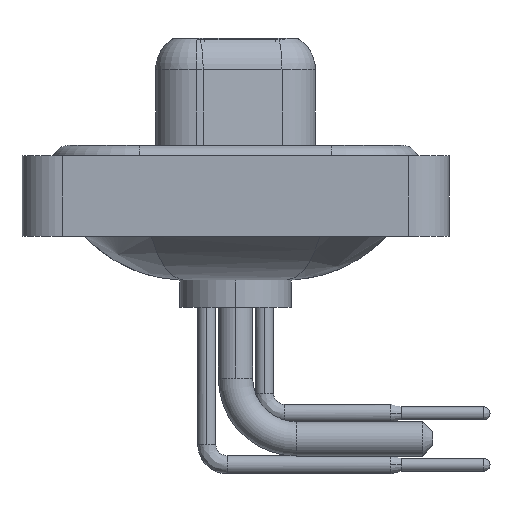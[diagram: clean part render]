
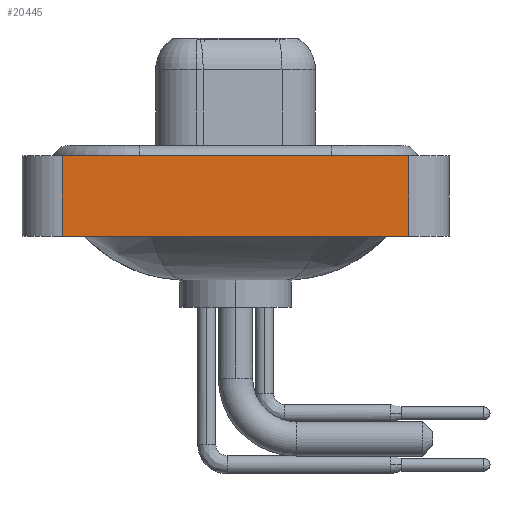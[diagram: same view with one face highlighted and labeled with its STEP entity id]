
A CAD part, left-side view. The second image highlights one B-rep face of the part: STEP entity #20445.
In plain terms, the highlighted planar face has unit normal (-1, 0, 0).
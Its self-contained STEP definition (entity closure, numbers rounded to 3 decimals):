
#53 = ORIENTED_EDGE ( 'NONE', *, *, #13123, .T. ) ;
#392 = VECTOR ( 'NONE', #5441, 1000. ) ;
#837 = FACE_OUTER_BOUND ( 'NONE', #3156, .T. ) ;
#1042 = CARTESIAN_POINT ( 'NONE',  ( -7.3, -8.55, -3.6 ) ) ;
#1070 = CARTESIAN_POINT ( 'NONE',  ( -7.3, -8.55, -3.6 ) ) ;
#1632 = CARTESIAN_POINT ( 'NONE',  ( -7.3, 8.55, -3.6 ) ) ;
#2503 = VECTOR ( 'NONE', #5793, 1000. ) ;
#2641 = ORIENTED_EDGE ( 'NONE', *, *, #4753, .F. ) ;
#2660 = VERTEX_POINT ( 'NONE', #1070 ) ;
#3004 = DIRECTION ( 'NONE',  ( 0., -1., 0. ) ) ;
#3156 = EDGE_LOOP ( 'NONE', ( #53, #5855, #2641, #17778 ) ) ;
#4753 = EDGE_CURVE ( 'NONE', #15857, #14857, #7510, .T. ) ;
#5441 = DIRECTION ( 'NONE',  ( 0., 0., 1. ) ) ;
#5793 = DIRECTION ( 'NONE',  ( 0., -1., 0. ) ) ;
#5855 = ORIENTED_EDGE ( 'NONE', *, *, #7725, .F. ) ;
#6169 = VECTOR ( 'NONE', #3004, 1000. ) ;
#6170 = EDGE_CURVE ( 'NONE', #15857, #2660, #15391, .T. ) ;
#6273 = VECTOR ( 'NONE', #11003, 1000. ) ;
#7037 = CARTESIAN_POINT ( 'NONE',  ( -7.3, -8.55, -3.6 ) ) ;
#7510 = LINE ( 'NONE', #1632, #6273 ) ;
#7725 = EDGE_CURVE ( 'NONE', #14857, #10792, #17170, .T. ) ;
#8610 = PLANE ( 'NONE',  #19839 ) ;
#10204 = CARTESIAN_POINT ( 'NONE',  ( -7.3, -8.55, 0.4 ) ) ;
#10792 = VERTEX_POINT ( 'NONE', #10204 ) ;
#11003 = DIRECTION ( 'NONE',  ( 0., 0., 1. ) ) ;
#11554 = LINE ( 'NONE', #16403, #392 ) ;
#12853 = CARTESIAN_POINT ( 'NONE',  ( -7.3, 8.55, 0.4 ) ) ;
#13123 = EDGE_CURVE ( 'NONE', #2660, #10792, #11554, .T. ) ;
#13747 = DIRECTION ( 'NONE',  ( 0., 0., 1. ) ) ;
#14857 = VERTEX_POINT ( 'NONE', #12853 ) ;
#15391 = LINE ( 'NONE', #1042, #2503 ) ;
#15703 = CARTESIAN_POINT ( 'NONE',  ( -7.3, -8.55, 0.4 ) ) ;
#15857 = VERTEX_POINT ( 'NONE', #17907 ) ;
#16403 = CARTESIAN_POINT ( 'NONE',  ( -7.3, -8.55, -3.6 ) ) ;
#17170 = LINE ( 'NONE', #15703, #6169 ) ;
#17778 = ORIENTED_EDGE ( 'NONE', *, *, #6170, .T. ) ;
#17907 = CARTESIAN_POINT ( 'NONE',  ( -7.3, 8.55, -3.6 ) ) ;
#18292 = DIRECTION ( 'NONE',  ( -1., 0., 0. ) ) ;
#19839 = AXIS2_PLACEMENT_3D ( 'NONE', #7037, #18292, #13747 ) ;
#20445 = ADVANCED_FACE ( 'NONE', ( #837 ), #8610, .T. ) ;
